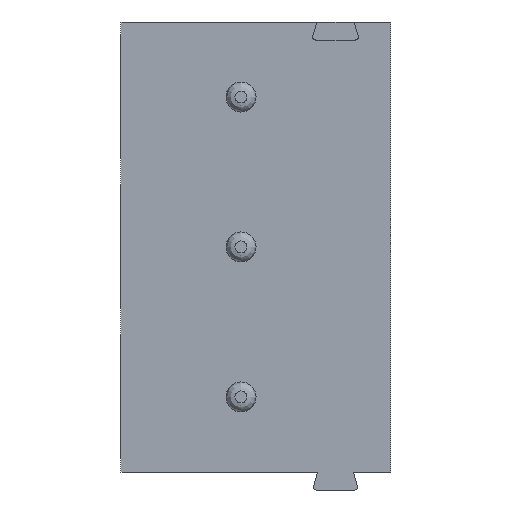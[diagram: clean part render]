
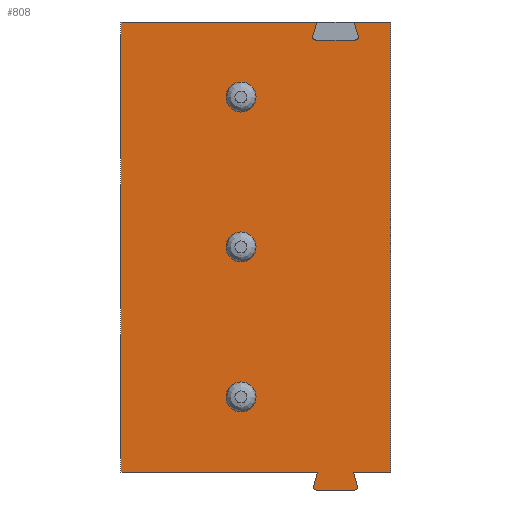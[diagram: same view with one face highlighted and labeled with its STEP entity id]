
A CAD part, front view. The second image highlights one B-rep face of the part: STEP entity #808.
In plain terms, the highlighted planar face has unit normal (0, -1, 0).
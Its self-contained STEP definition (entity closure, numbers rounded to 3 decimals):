
#270=CIRCLE('',#9206,0.5);
#271=CIRCLE('',#9208,0.5);
#272=CIRCLE('',#9210,0.5);
#273=CIRCLE('',#9212,0.1);
#276=CIRCLE('',#9216,0.1);
#278=CIRCLE('',#9220,0.1);
#279=CIRCLE('',#9222,0.1);
#348=FACE_BOUND('',#2141,.T.);
#349=FACE_BOUND('',#2142,.T.);
#350=FACE_BOUND('',#2143,.T.);
#351=FACE_BOUND('',#2144,.T.);
#808=ADVANCED_FACE('',(#348,#349,#350,#351),#1213,.T.);
#1213=PLANE('',#9498);
#2141=EDGE_LOOP('',(#4607,#4608,#4609,#4610,#4611,#4612,#4613,#4614,#4615,
#4616,#4617,#4618,#4619,#4620,#4621,#4622));
#2142=EDGE_LOOP('',(#4623));
#2143=EDGE_LOOP('',(#4624));
#2144=EDGE_LOOP('',(#4625));
#4607=ORIENTED_EDGE('',*,*,#6424,.F.);
#4608=ORIENTED_EDGE('',*,*,#6421,.F.);
#4609=ORIENTED_EDGE('',*,*,#6429,.F.);
#4610=ORIENTED_EDGE('',*,*,#5540,.F.);
#4611=ORIENTED_EDGE('',*,*,#6695,.F.);
#4612=ORIENTED_EDGE('',*,*,#5534,.T.);
#4613=ORIENTED_EDGE('',*,*,#6698,.T.);
#4614=ORIENTED_EDGE('',*,*,#6419,.T.);
#4615=ORIENTED_EDGE('',*,*,#6416,.T.);
#4616=ORIENTED_EDGE('',*,*,#6413,.T.);
#4617=ORIENTED_EDGE('',*,*,#6700,.T.);
#4618=ORIENTED_EDGE('',*,*,#5530,.T.);
#4619=ORIENTED_EDGE('',*,*,#5527,.T.);
#4620=ORIENTED_EDGE('',*,*,#5544,.F.);
#4621=ORIENTED_EDGE('',*,*,#6426,.F.);
#4622=ORIENTED_EDGE('',*,*,#6407,.F.);
#4623=ORIENTED_EDGE('',*,*,#6405,.T.);
#4624=ORIENTED_EDGE('',*,*,#6404,.T.);
#4625=ORIENTED_EDGE('',*,*,#6403,.T.);
#4676=VERTEX_POINT('',#11859);
#4678=VERTEX_POINT('',#11862);
#4680=VERTEX_POINT('',#11868);
#4683=VERTEX_POINT('',#11874);
#4684=VERTEX_POINT('',#11876);
#4687=VERTEX_POINT('',#11885);
#4688=VERTEX_POINT('',#11887);
#4691=VERTEX_POINT('',#11893);
#5440=VERTEX_POINT('',#14005);
#5441=VERTEX_POINT('',#14008);
#5442=VERTEX_POINT('',#14011);
#5443=VERTEX_POINT('',#14014);
#5445=VERTEX_POINT('',#14017);
#5447=VERTEX_POINT('',#14023);
#5450=VERTEX_POINT('',#14028);
#5451=VERTEX_POINT('',#14032);
#5453=VERTEX_POINT('',#14038);
#5455=VERTEX_POINT('',#14044);
#5457=VERTEX_POINT('',#14047);
#5527=EDGE_CURVE('',#4678,#4676,#6744,.T.);
#5530=EDGE_CURVE('',#4680,#4678,#6747,.T.);
#5534=EDGE_CURVE('',#4684,#4683,#6751,.T.);
#5540=EDGE_CURVE('',#4687,#4688,#6757,.T.);
#5544=EDGE_CURVE('',#4691,#4676,#6761,.T.);
#6403=EDGE_CURVE('',#5440,#5440,#270,.T.);
#6404=EDGE_CURVE('',#5441,#5441,#271,.T.);
#6405=EDGE_CURVE('',#5442,#5442,#272,.T.);
#6407=EDGE_CURVE('',#5443,#5445,#273,.T.);
#6413=EDGE_CURVE('',#5447,#5450,#276,.T.);
#6416=EDGE_CURVE('',#5451,#5447,#7546,.T.);
#6419=EDGE_CURVE('',#5453,#5451,#278,.T.);
#6421=EDGE_CURVE('',#5455,#5457,#279,.T.);
#6424=EDGE_CURVE('',#5457,#5443,#7550,.T.);
#6426=EDGE_CURVE('',#5445,#4691,#7552,.T.);
#6429=EDGE_CURVE('',#4688,#5455,#7555,.T.);
#6695=EDGE_CURVE('',#4684,#4687,#7821,.T.);
#6698=EDGE_CURVE('',#4683,#5453,#7824,.T.);
#6700=EDGE_CURVE('',#5450,#4680,#7826,.T.);
#6744=LINE('',#11861,#7870);
#6747=LINE('',#11867,#7873);
#6751=LINE('',#11875,#7877);
#6757=LINE('',#11886,#7883);
#6761=LINE('',#11894,#7887);
#7546=LINE('',#14035,#8672);
#7550=LINE('',#14052,#8676);
#7552=LINE('',#14055,#8678);
#7555=LINE('',#14060,#8681);
#7821=LINE('',#14592,#8947);
#7824=LINE('',#14596,#8950);
#7826=LINE('',#14600,#8952);
#7870=VECTOR('',#9643,1.);
#7873=VECTOR('',#9648,1.);
#7877=VECTOR('',#9652,1.);
#7883=VECTOR('',#9660,1.);
#7887=VECTOR('',#9664,1.);
#8672=VECTOR('',#10875,1.);
#8676=VECTOR('',#10893,1.);
#8678=VECTOR('',#10897,1.);
#8681=VECTOR('',#10904,1.);
#8947=VECTOR('',#11702,1.);
#8950=VECTOR('',#11707,1.);
#8952=VECTOR('',#11713,1.);
#9206=AXIS2_PLACEMENT_3D('',#14004,#10845,#10846);
#9208=AXIS2_PLACEMENT_3D('',#14007,#10849,#10850);
#9210=AXIS2_PLACEMENT_3D('',#14010,#10853,#10854);
#9212=AXIS2_PLACEMENT_3D('',#14016,#10858,#10859);
#9216=AXIS2_PLACEMENT_3D('',#14029,#10869,#10870);
#9220=AXIS2_PLACEMENT_3D('',#14041,#10881,#10882);
#9222=AXIS2_PLACEMENT_3D('',#14046,#10886,#10887);
#9498=AXIS2_PLACEMENT_3D('',#14602,#11716,#11717);
#9643=DIRECTION('',(0.,0.,1.));
#9648=DIRECTION('',(1.,0.,0.));
#9652=DIRECTION('',(1.,0.,0.));
#9660=DIRECTION('',(1.,0.,0.));
#9664=DIRECTION('',(1.,0.,0.));
#10845=DIRECTION('',(0.,1.,0.));
#10846=DIRECTION('',(0.,0.,-1.));
#10849=DIRECTION('',(0.,1.,0.));
#10850=DIRECTION('',(0.,0.,-1.));
#10853=DIRECTION('',(0.,1.,0.));
#10854=DIRECTION('',(0.,0.,-1.));
#10858=DIRECTION('',(0.,-1.,0.));
#10859=DIRECTION('',(0.,0.,-1.));
#10869=DIRECTION('',(0.,-1.,0.));
#10870=DIRECTION('',(0.,0.,-1.));
#10875=DIRECTION('',(1.,0.,0.));
#10881=DIRECTION('',(0.,-1.,0.));
#10882=DIRECTION('',(-0.961,0.,0.276));
#10886=DIRECTION('',(0.,-1.,0.));
#10887=DIRECTION('',(0.,0.,-1.));
#10893=DIRECTION('',(1.,0.,0.));
#10897=DIRECTION('',(-0.276,0.,0.961));
#10904=DIRECTION('',(-0.276,0.,-0.961));
#11702=DIRECTION('',(0.,0.,1.));
#11707=DIRECTION('',(-0.276,0.,-0.961));
#11713=DIRECTION('',(-0.276,0.,0.961));
#11716=DIRECTION('',(0.,-1.,0.));
#11717=DIRECTION('',(-1.,0.,0.));
#11859=CARTESIAN_POINT('',(9.,0.,15.));
#11861=CARTESIAN_POINT('',(9.,0.,0.));
#11862=CARTESIAN_POINT('',(9.,0.,0.));
#11867=CARTESIAN_POINT('',(7.75,0.,0.));
#11868=CARTESIAN_POINT('',(7.75,0.,0.));
#11874=CARTESIAN_POINT('',(6.55,0.,0.));
#11875=CARTESIAN_POINT('',(0.,0.,0.));
#11876=CARTESIAN_POINT('',(0.,0.,0.));
#11885=CARTESIAN_POINT('',(0.,0.,15.));
#11886=CARTESIAN_POINT('',(0.,0.,15.));
#11887=CARTESIAN_POINT('',(6.525,0.,15.));
#11893=CARTESIAN_POINT('',(7.775,0.,15.));
#11894=CARTESIAN_POINT('',(7.775,0.,15.));
#14004=CARTESIAN_POINT('',(4.,0.,12.5));
#14005=CARTESIAN_POINT('',(4.,0.,12.));
#14007=CARTESIAN_POINT('',(4.,0.,7.5));
#14008=CARTESIAN_POINT('',(4.,0.,7.));
#14010=CARTESIAN_POINT('',(4.,0.,2.5));
#14011=CARTESIAN_POINT('',(4.,0.,2.));
#14014=CARTESIAN_POINT('',(7.814,0.,14.4));
#14016=CARTESIAN_POINT('',(7.814,0.,14.5));
#14017=CARTESIAN_POINT('',(7.91,0.,14.528));
#14023=CARTESIAN_POINT('',(7.789,0.,-0.6));
#14028=CARTESIAN_POINT('',(7.885,0.,-0.472));
#14029=CARTESIAN_POINT('',(7.789,0.,-0.5));
#14032=CARTESIAN_POINT('',(6.511,0.,-0.6));
#14035=CARTESIAN_POINT('',(6.511,0.,-0.6));
#14038=CARTESIAN_POINT('',(6.415,0.,-0.472));
#14041=CARTESIAN_POINT('',(6.511,0.,-0.5));
#14044=CARTESIAN_POINT('',(6.39,0.,14.528));
#14046=CARTESIAN_POINT('',(6.486,0.,14.5));
#14047=CARTESIAN_POINT('',(6.486,0.,14.4));
#14052=CARTESIAN_POINT('',(0.,0.,14.4));
#14055=CARTESIAN_POINT('',(7.91,0.,14.528));
#14060=CARTESIAN_POINT('',(6.525,0.,15.));
#14592=CARTESIAN_POINT('',(0.,0.,0.));
#14596=CARTESIAN_POINT('',(6.55,0.,0.));
#14600=CARTESIAN_POINT('',(7.885,0.,-0.472));
#14602=CARTESIAN_POINT('',(0.,0.,0.));
